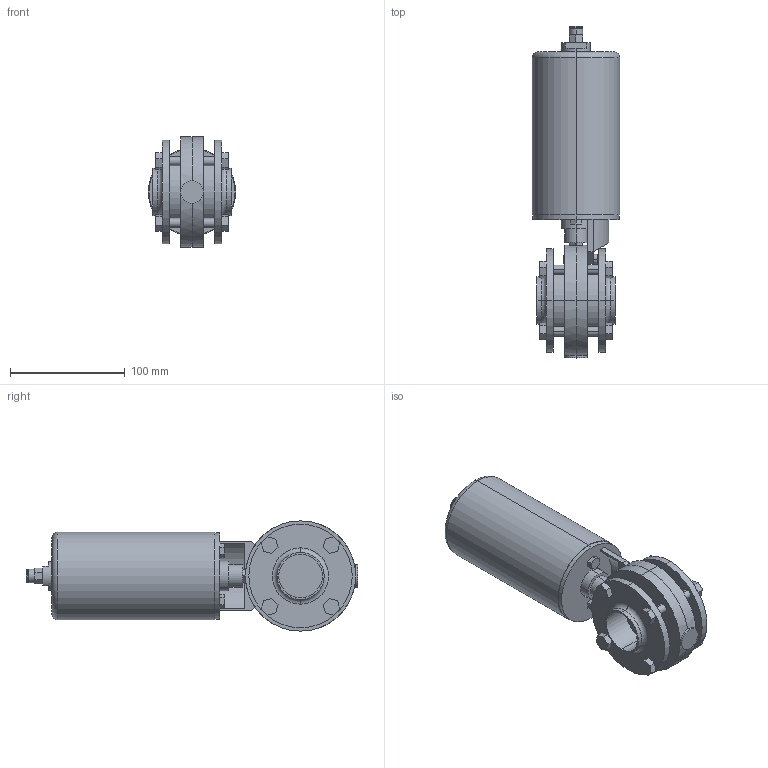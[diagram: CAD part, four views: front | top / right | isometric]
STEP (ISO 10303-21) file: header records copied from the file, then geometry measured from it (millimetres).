
FILE_DESCRIPTION (( 'STEP AP203' ), '1' );
FILE_NAME ('A490 W_W DIN 040 & A940 T1_10.010.16.0048.STEP', '2020-10-05T06:31:20', ( '' ), ( '' ), 'SwSTEP 2.0', 'SolidWorks 2018', '' );
FILE_SCHEMA (( 'CONFIG_CONTROL_DESIGN' ));
Length unit declared in the file: millimetre
Products named in the file (6): 10.010.15.0013_W DIN 040; 10.010.16.0006_A490 W_W DIN 040; 10.412.15.0002_T1 - T2  A480-A940  ; A490 W_W DIN 040 & A940 T1_10.010.16.0048; 10.010.15.0001_DIN 040; 10.412.15.0001_A940 T1 Est…ndard
Assembly tree (6 placements, depth 3):
  A490 W_W DIN 040 & A940 T1_10.010.16.0048
    10.010.16.0006_A490 W_W DIN 040
      10.010.15.0001_DIN 040
      10.010.15.0013_W DIN 040  x2
    10.412.15.0002_T1 - T2  A480-A940  
    10.412.15.0001_A940 T1 Est…ndard
Bounding box: 76 x 289 x 96 mm (x, y, z)
Volume: 943227.2 mm3; surface area: 134276.2 mm2
Topology: 5 solids, 5 shells, 230 faces, 538 edges, 352 vertices
Faces by surface type: plane 143, cylinder 77, torus 10
Entity records: 5559 total; most frequent: CARTESIAN_POINT 909, DIRECTION 884, ORIENTED_EDGE 780, EDGE_CURVE 390, AXIS2_PLACEMENT_3D 319, VERTEX_POINT 254, LINE 246, VECTOR 246
